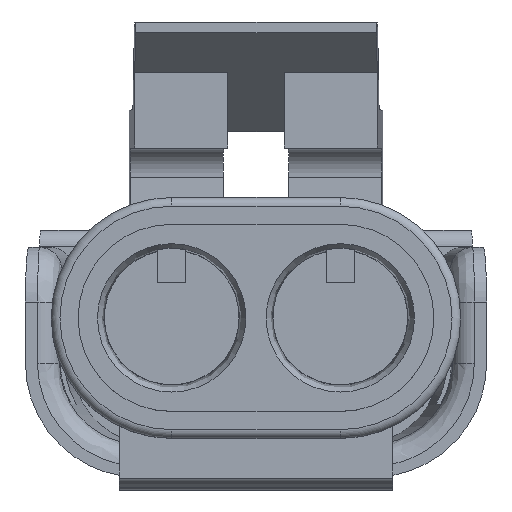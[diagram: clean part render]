
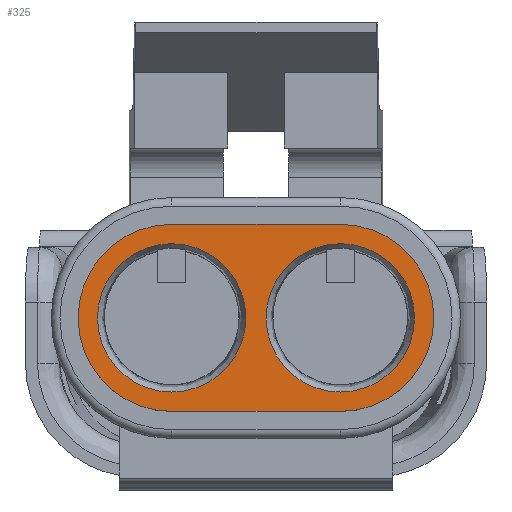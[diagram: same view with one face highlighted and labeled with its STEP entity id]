
A CAD part, top view. The second image highlights one B-rep face of the part: STEP entity #325.
In plain terms, the highlighted planar face has unit normal (0, 0, 1).
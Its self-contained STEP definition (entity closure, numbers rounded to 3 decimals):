
#58=FACE_BOUND('',#839,.T.);
#59=FACE_BOUND('',#840,.T.);
#60=FACE_BOUND('',#841,.T.);
#325=ADVANCED_FACE('',(#58,#59,#60),#472,.T.);
#472=PLANE('',#4028);
#839=EDGE_LOOP('',(#1719));
#840=EDGE_LOOP('',(#1720));
#841=EDGE_LOOP('',(#1721,#1722,#1723,#1724));
#1033=CIRCLE('',#3961,3.387);
#1035=CIRCLE('',#3965,4.27);
#1073=CIRCLE('',#4026,3.387);
#1074=CIRCLE('',#4027,4.27);
#1719=ORIENTED_EDGE('',*,*,#2906,.T.);
#1720=ORIENTED_EDGE('',*,*,#2828,.T.);
#1721=ORIENTED_EDGE('',*,*,#2887,.T.);
#1722=ORIENTED_EDGE('',*,*,#2907,.F.);
#1723=ORIENTED_EDGE('',*,*,#2908,.F.);
#1724=ORIENTED_EDGE('',*,*,#2831,.F.);
#2379=VERTEX_POINT('',#6104);
#2381=VERTEX_POINT('',#6110);
#2383=VERTEX_POINT('',#6113);
#2426=VERTEX_POINT('',#6227);
#2436=VERTEX_POINT('',#6264);
#2437=VERTEX_POINT('',#6266);
#2828=EDGE_CURVE('',#2379,#2379,#1033,.T.);
#2831=EDGE_CURVE('',#2381,#2383,#1035,.T.);
#2887=EDGE_CURVE('',#2381,#2426,#3305,.T.);
#2906=EDGE_CURVE('',#2436,#2436,#1073,.T.);
#2907=EDGE_CURVE('',#2437,#2426,#1074,.T.);
#2908=EDGE_CURVE('',#2383,#2437,#3314,.T.);
#3305=LINE('',#6228,#3638);
#3314=LINE('',#6267,#3647);
#3638=VECTOR('',#4757,1.);
#3647=VECTOR('',#4804,1.);
#3961=AXIS2_PLACEMENT_3D('',#6103,#4632,#4633);
#3965=AXIS2_PLACEMENT_3D('',#6112,#4641,#4642);
#4026=AXIS2_PLACEMENT_3D('',#6263,#4800,#4801);
#4027=AXIS2_PLACEMENT_3D('',#6265,#4802,#4803);
#4028=AXIS2_PLACEMENT_3D('',#6268,#4805,#4806);
#4632=DIRECTION('',(0.,0.,-1.));
#4633=DIRECTION('',(0.,1.,0.));
#4641=DIRECTION('',(0.,0.,-1.));
#4642=DIRECTION('',(1.,0.,0.));
#4757=DIRECTION('',(-1.,0.,0.));
#4800=DIRECTION('',(0.,0.,-1.));
#4801=DIRECTION('',(0.,1.,0.));
#4802=DIRECTION('',(0.,0.,-1.));
#4803=DIRECTION('',(1.,0.,0.));
#4804=DIRECTION('',(-1.,0.,0.));
#4805=DIRECTION('',(0.,0.,1.));
#4806=DIRECTION('',(0.,1.,0.));
#6103=CARTESIAN_POINT('',(3.85,0.,1.2));
#6104=CARTESIAN_POINT('',(3.85,3.387,1.2));
#6110=CARTESIAN_POINT('',(3.85,4.27,1.2));
#6112=CARTESIAN_POINT('',(3.85,0.,1.2));
#6113=CARTESIAN_POINT('',(3.85,-4.27,1.2));
#6227=CARTESIAN_POINT('',(-3.85,4.27,1.2));
#6228=CARTESIAN_POINT('',(11.55,4.27,1.2));
#6263=CARTESIAN_POINT('',(-3.85,0.,1.2));
#6264=CARTESIAN_POINT('',(-3.85,3.387,1.2));
#6265=CARTESIAN_POINT('',(-3.85,0.,1.2));
#6266=CARTESIAN_POINT('',(-3.85,-4.27,1.2));
#6267=CARTESIAN_POINT('',(11.55,-4.27,1.2));
#6268=CARTESIAN_POINT('',(3.85,0.,1.2));
